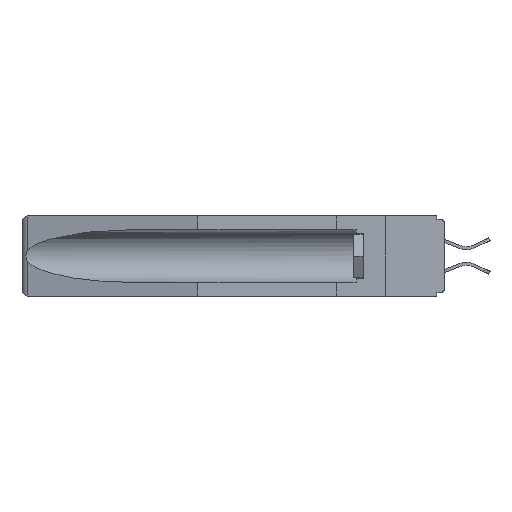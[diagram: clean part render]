
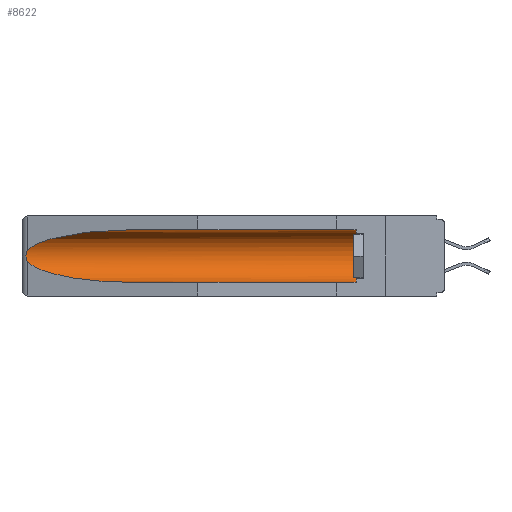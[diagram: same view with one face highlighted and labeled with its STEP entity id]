
A CAD part, left-side view. The second image highlights one B-rep face of the part: STEP entity #8622.
In plain terms, the highlighted cylindrical face has radius 2.857 mm (diameter 5.715 mm), a partial arc.
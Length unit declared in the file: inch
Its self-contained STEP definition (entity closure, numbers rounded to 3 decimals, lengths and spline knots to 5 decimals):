
#119 = FACE_OUTER_BOUND ( 'NONE', #13110, .T. ) ;
#152 = CARTESIAN_POINT ( 'NONE',  ( 0.155, 1.07973, -0.059 ) ) ;
#232 = ORIENTED_EDGE ( 'NONE', *, *, #20700, .T. ) ;
#658 = CARTESIAN_POINT ( 'NONE',  ( 0.26537, 1.52718, -0.19328 ) ) ;
#747 = CARTESIAN_POINT ( 'NONE',  ( 0.25451, 1.48313, -0.24835 ) ) ;
#1122 = CARTESIAN_POINT ( 'NONE',  ( 0.155, -0.30754, -0.059 ) ) ;
#1370 = DIRECTION ( 'NONE',  ( 0., -1., 0. ) ) ;
#1420 = ORIENTED_EDGE ( 'NONE', *, *, #15000, .T. ) ;
#1468 = CARTESIAN_POINT ( 'NONE',  ( 0.2673, 1.53269, -0.17917 ) ) ;
#1714 = ORIENTED_EDGE ( 'NONE', *, *, #25600, .T. ) ;
#2432 = CARTESIAN_POINT ( 'NONE',  ( 0.25451, 1.48313, -0.09465 ) ) ;
#2629 = LINE ( 'NONE', #1122, #25891 ) ;
#2799 = VERTEX_POINT ( 'NONE', #4397 ) ;
#2832 = ORIENTED_EDGE ( 'NONE', *, *, #23997, .T. ) ;
#3528 = CARTESIAN_POINT ( 'NONE',  ( 0.26597, 1.52961, -0.15275 ) ) ;
#4397 = CARTESIAN_POINT ( 'NONE',  ( 0.155, 1.07973, -0.059 ) ) ;
#4995 = LINE ( 'NONE', #24176, #9363 ) ;
#5090 = AXIS2_PLACEMENT_3D ( 'NONE', #13720, #26699, #17814 ) ;
#5518 = CARTESIAN_POINT ( 'NONE',  ( 0.26537, 1.52718, -0.14972 ) ) ;
#5858 = CARTESIAN_POINT ( 'NONE',  ( 0.155, 0.126, -0.1715 ) ) ;
#6038 = VERTEX_POINT ( 'NONE', #26557 ) ;
#7055 = AXIS2_PLACEMENT_3D ( 'NONE', #5858, #1370, #16453 ) ;
#7313 = CARTESIAN_POINT ( 'NONE',  ( 0.26537, 1.52718, -0.14972 ) ) ;
#8082 = ORIENTED_EDGE ( 'NONE', *, *, #27521, .T. ) ;
#8240 = VERTEX_POINT ( 'NONE', #7313 ) ;
#8622 = ADVANCED_FACE ( 'NONE', ( #119 ), #26810, .F. ) ;
#9115 = CIRCLE ( 'NONE', #7055, 0.1125 ) ;
#9363 = VECTOR ( 'NONE', #20092, 39.37008 ) ;
#12094 = CARTESIAN_POINT ( 'NONE',  ( 0.155, 1.07973, -0.284 ) ) ;
#12287 = CARTESIAN_POINT ( 'NONE',  ( 0.26654, 1.53092, -0.15636 ) ) ;
#12288 = ORIENTED_EDGE ( 'NONE', *, *, #16700, .F. ) ;
#12587 =( BOUNDED_CURVE ( )  B_SPLINE_CURVE ( 3, ( #658, #747, #19861, #21847 ),
 .UNSPECIFIED., .F., .F. ) 
 B_SPLINE_CURVE_WITH_KNOTS ( ( 4, 4 ),
 ( 0.1948, 1.5708 ),
 .UNSPECIFIED. ) 
 CURVE ( )  GEOMETRIC_REPRESENTATION_ITEM ( )  RATIONAL_B_SPLINE_CURVE ( ( 1., 0.848, 0.848, 1. ) ) 
 REPRESENTATION_ITEM ( '' )  );
#13110 = EDGE_LOOP ( 'NONE', ( #1420, #232, #8082, #12288, #2832, #1714 ) ) ;
#13423 = VERTEX_POINT ( 'NONE', #15684 ) ;
#13720 = CARTESIAN_POINT ( 'NONE',  ( 0.155, -0.30754, -0.1715 ) ) ;
#14397 = CARTESIAN_POINT ( 'NONE',  ( 0.2675, 1.53308, -0.17534 ) ) ;
#14851 = VERTEX_POINT ( 'NONE', #14899 ) ;
#14899 = CARTESIAN_POINT ( 'NONE',  ( 0.26537, 1.52718, -0.19328 ) ) ;
#15000 = EDGE_CURVE ( 'NONE', #2799, #8240, #17571, .T. ) ;
#15544 = B_SPLINE_CURVE_WITH_KNOTS ( 'NONE', 3,
 ( #5518, #3528, #12287, #18600, #27284, #14397, #1468, #18790, #20750, #23038 ),
 .UNSPECIFIED., .F., .F.,
 ( 4, 2, 2, 2, 4 ),
 ( 0., 0.00029, 0.00058, 0.00087, 0.00117 ),
 .UNSPECIFIED. ) ;
#15684 = CARTESIAN_POINT ( 'NONE',  ( 0.155, 0.126, -0.284 ) ) ;
#16453 = DIRECTION ( 'NONE',  ( 0., 0., 1. ) ) ;
#16700 = EDGE_CURVE ( 'NONE', #13423, #18773, #4995, .T. ) ;
#17571 =( BOUNDED_CURVE ( )  B_SPLINE_CURVE ( 3, ( #152, #17582, #2432, #25911 ),
 .UNSPECIFIED., .F., .F. ) 
 B_SPLINE_CURVE_WITH_KNOTS ( ( 4, 4 ),
 ( 4.71239, 6.08839 ),
 .UNSPECIFIED. ) 
 CURVE ( )  GEOMETRIC_REPRESENTATION_ITEM ( )  RATIONAL_B_SPLINE_CURVE ( ( 1., 0.848, 0.848, 1. ) ) 
 REPRESENTATION_ITEM ( '' )  );
#17582 = CARTESIAN_POINT ( 'NONE',  ( 0.21114, 1.30732, -0.059 ) ) ;
#17814 = DIRECTION ( 'NONE',  ( 0., 0., 1. ) ) ;
#18600 = CARTESIAN_POINT ( 'NONE',  ( 0.2673, 1.5327, -0.16383 ) ) ;
#18773 = VERTEX_POINT ( 'NONE', #12094 ) ;
#18790 = CARTESIAN_POINT ( 'NONE',  ( 0.26655, 1.53094, -0.18657 ) ) ;
#19861 = CARTESIAN_POINT ( 'NONE',  ( 0.21114, 1.30732, -0.284 ) ) ;
#20092 = DIRECTION ( 'NONE',  ( 0., 1., 0. ) ) ;
#20700 = EDGE_CURVE ( 'NONE', #8240, #14851, #15544, .T. ) ;
#20750 = CARTESIAN_POINT ( 'NONE',  ( 0.26597, 1.5296, -0.19026 ) ) ;
#21847 = CARTESIAN_POINT ( 'NONE',  ( 0.155, 1.07973, -0.284 ) ) ;
#22793 = DIRECTION ( 'NONE',  ( 0., 1., 0. ) ) ;
#23038 = CARTESIAN_POINT ( 'NONE',  ( 0.26537, 1.52718, -0.19328 ) ) ;
#23997 = EDGE_CURVE ( 'NONE', #13423, #6038, #9115, .T. ) ;
#24176 = CARTESIAN_POINT ( 'NONE',  ( 0.155, -0.30754, -0.284 ) ) ;
#25600 = EDGE_CURVE ( 'NONE', #6038, #2799, #2629, .T. ) ;
#25891 = VECTOR ( 'NONE', #22793, 39.37008 ) ;
#25911 = CARTESIAN_POINT ( 'NONE',  ( 0.26537, 1.52718, -0.14972 ) ) ;
#26557 = CARTESIAN_POINT ( 'NONE',  ( 0.155, 0.126, -0.059 ) ) ;
#26699 = DIRECTION ( 'NONE',  ( 0., 1., 0. ) ) ;
#26810 = CYLINDRICAL_SURFACE ( 'NONE', #5090, 0.1125 ) ;
#27284 = CARTESIAN_POINT ( 'NONE',  ( 0.2675, 1.53308, -0.16763 ) ) ;
#27521 = EDGE_CURVE ( 'NONE', #14851, #18773, #12587, .T. ) ;
